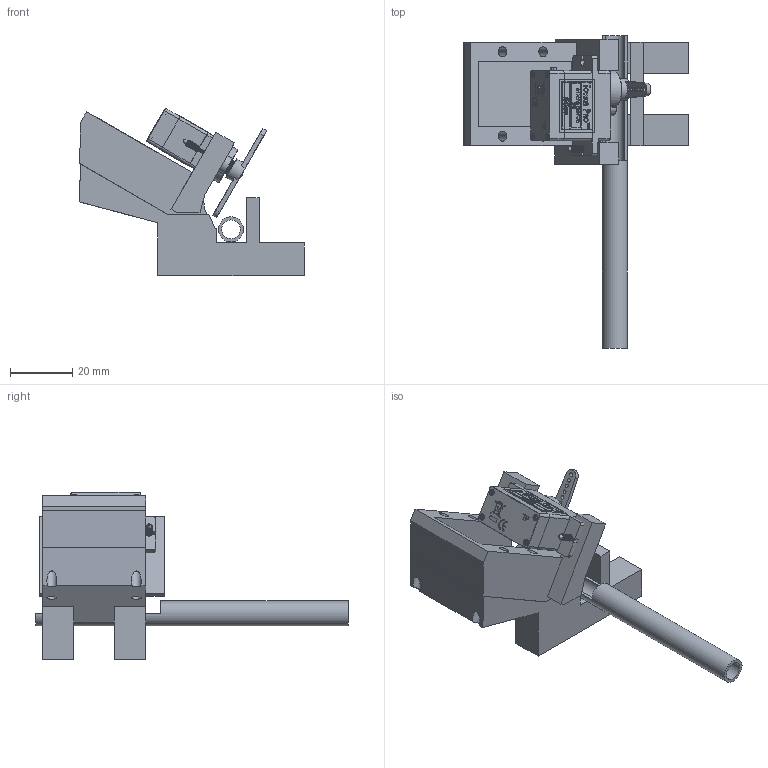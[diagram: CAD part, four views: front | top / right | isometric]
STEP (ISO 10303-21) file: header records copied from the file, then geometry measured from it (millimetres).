
FILE_DESCRIPTION(/* description */ (''),/* implementation_level */ '2;1');
FILE_NAME(/* name */ '',/* time_stamp */ '2024-07-30T13:00:07+03:00',/* author */ (''),/* organization */ (''),/* preprocessor_version */ 'ST-DEVELOPER v20',/* originating_system */ 'Autodesk Translation Framework v13.14.0.145',/* authorisation */ '');
FILE_SCHEMA (('AUTOMOTIVE_DESIGN { 1 0 10303 214 3 1 1 }'));
Products named in the file (7): Scmagazie; SG90 - Micro Servo 9g - Tower Pro v1 v1; SG90 - Micro Servo 9g - Tower Pro.1; SG90 - Micro Servo 9g - Tower Pro.3; SG90 - Micro Servo 9g - Tower Pro.5; SG90 - Micro Servo 9g - Tower Pro.6; Teava rotunda aluminiu v1
Assembly tree (6 placements, depth 3):
  Scmagazie
    SG90 - Micro Servo 9g - Tower Pro v1 v1
      SG90 - Micro Servo 9g - Tower Pro.1
      SG90 - Micro Servo 9g - Tower Pro.3
      SG90 - Micro Servo 9g - Tower Pro.5
      SG90 - Micro Servo 9g - Tower Pro.6
    Teava rotunda aluminiu v1
Bounding box: 71.97 x 100 x 53.59 mm (x, y, z)
Volume: 39604.4 mm3; surface area: 25906 mm2
Topology: 21 solids, 21 shells, 1033 faces, 3355 edges, 2472 vertices
Faces by surface type: plane 672, cylinder 242, cone 61, torus 31, bspline 23, sphere 4
Full cylindrical faces by diameter (mm): 0.2 x1, 0.5 x1, 1 x3, 1.2 x12, 1.6 x2, 1.8 x4, 2 x28, 2.1 x1, 3.1 x1, 3.2 x8, 4.6 x1, 5 x1, 6 x1, 6.9 x1, 8 x1
Entity records: 52947 total; most frequent: CARTESIAN_POINT 22936, ORIENTED_EDGE 6704, DIRECTION 5507, EDGE_CURVE 3352, VERTEX_POINT 2472, LINE 2041, VECTOR 2041, AXIS2_PLACEMENT_3D 1733
